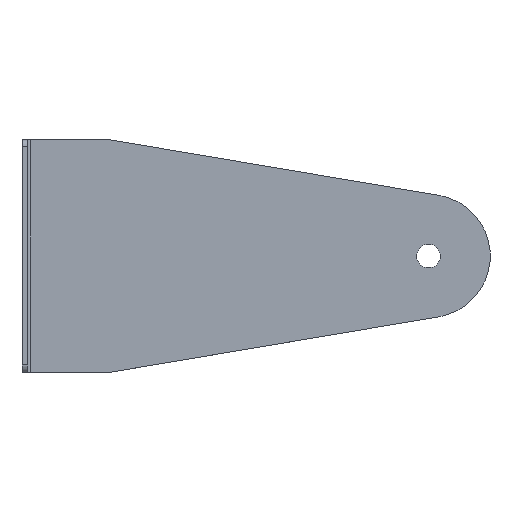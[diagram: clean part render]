
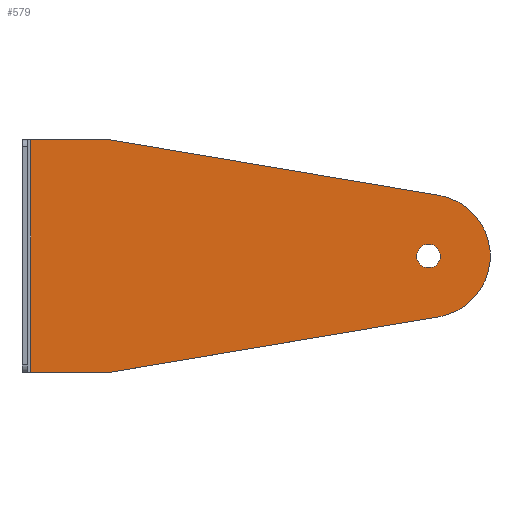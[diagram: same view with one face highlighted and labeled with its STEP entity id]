
A CAD part, top view. The second image highlights one B-rep face of the part: STEP entity #579.
In plain terms, the highlighted planar face has unit normal (0, 0, 1).
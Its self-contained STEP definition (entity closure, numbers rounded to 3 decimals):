
#15 = AXIS2_PLACEMENT_3D ( 'NONE', #607, #305, #95 ) ;
#28 = CARTESIAN_POINT ( 'NONE',  ( 3., -40., 2. ) ) ;
#34 = CARTESIAN_POINT ( 'NONE',  ( 0., 40., 2. ) ) ;
#42 = VERTEX_POINT ( 'NONE', #246 ) ;
#46 = CARTESIAN_POINT ( 'NONE',  ( 3., -40., 2. ) ) ;
#50 = VECTOR ( 'NONE', #60, 1000. ) ;
#55 = EDGE_CURVE ( 'NONE', #491, #658, #509, .T. ) ;
#60 = DIRECTION ( 'NONE',  ( 0.986, 0.166, 0. ) ) ;
#82 = DIRECTION ( 'NONE',  ( 0., 0., 1. ) ) ;
#91 = DIRECTION ( 'NONE',  ( 0., 0., 1. ) ) ;
#95 = DIRECTION ( 'NONE',  ( -1., 0., 0. ) ) ;
#100 = DIRECTION ( 'NONE',  ( 1., 0., 0. ) ) ;
#112 = EDGE_LOOP ( 'NONE', ( #196, #352, #436, #516, #298, #671 ) ) ;
#120 = AXIS2_PLACEMENT_3D ( 'NONE', #659, #91, #598 ) ;
#123 = EDGE_LOOP ( 'NONE', ( #219, #203 ) ) ;
#130 = CIRCLE ( 'NONE', #120, 4.05 ) ;
#149 = CARTESIAN_POINT ( 'NONE',  ( 3., 40., 2. ) ) ;
#153 = CARTESIAN_POINT ( 'NONE',  ( 30., -40., 2. ) ) ;
#156 = DIRECTION ( 'NONE',  ( -1., 0., 0. ) ) ;
#162 = VERTEX_POINT ( 'NONE', #504 ) ;
#193 = DIRECTION ( 'NONE',  ( -1., 0., 0. ) ) ;
#194 = CARTESIAN_POINT ( 'NONE',  ( 0., -40., 2. ) ) ;
#196 = ORIENTED_EDGE ( 'NONE', *, *, #548, .T. ) ;
#197 = CARTESIAN_POINT ( 'NONE',  ( 30., 40., 2. ) ) ;
#203 = ORIENTED_EDGE ( 'NONE', *, *, #373, .F. ) ;
#208 = VECTOR ( 'NONE', #653, 1000. ) ;
#215 = DIRECTION ( 'NONE',  ( 0., 0., 1. ) ) ;
#219 = ORIENTED_EDGE ( 'NONE', *, *, #574, .F. ) ;
#246 = CARTESIAN_POINT ( 'NONE',  ( 135.75, 0., 2. ) ) ;
#254 = LINE ( 'NONE', #34, #604 ) ;
#274 = VERTEX_POINT ( 'NONE', #639 ) ;
#279 = VECTOR ( 'NONE', #589, 1000. ) ;
#290 = CIRCLE ( 'NONE', #711, 4.05 ) ;
#298 = ORIENTED_EDGE ( 'NONE', *, *, #695, .T. ) ;
#305 = DIRECTION ( 'NONE',  ( 0., 0., -1. ) ) ;
#309 = FACE_OUTER_BOUND ( 'NONE', #112, .T. ) ;
#345 = EDGE_CURVE ( 'NONE', #534, #661, #354, .T. ) ;
#352 = ORIENTED_EDGE ( 'NONE', *, *, #55, .T. ) ;
#354 = LINE ( 'NONE', #581, #279 ) ;
#368 = CARTESIAN_POINT ( 'NONE',  ( 143.323, 20.905, 2. ) ) ;
#373 = EDGE_CURVE ( 'NONE', #42, #274, #290, .T. ) ;
#381 = LINE ( 'NONE', #153, #50 ) ;
#384 = CARTESIAN_POINT ( 'NONE',  ( 30., -40., 2. ) ) ;
#436 = ORIENTED_EDGE ( 'NONE', *, *, #461, .T. ) ;
#461 = EDGE_CURVE ( 'NONE', #658, #697, #710, .T. ) ;
#491 = VERTEX_POINT ( 'NONE', #149 ) ;
#504 = CARTESIAN_POINT ( 'NONE',  ( 143.323, -20.905, 2. ) ) ;
#509 = LINE ( 'NONE', #46, #208 ) ;
#516 = ORIENTED_EDGE ( 'NONE', *, *, #720, .T. ) ;
#522 = DIRECTION ( 'NONE',  ( 1., 0., 0. ) ) ;
#528 = FACE_BOUND ( 'NONE', #123, .T. ) ;
#532 = PLANE ( 'NONE',  #15 ) ;
#534 = VERTEX_POINT ( 'NONE', #368 ) ;
#548 = EDGE_CURVE ( 'NONE', #661, #491, #254, .T. ) ;
#551 = CARTESIAN_POINT ( 'NONE',  ( 139.8, 0., 2. ) ) ;
#574 = EDGE_CURVE ( 'NONE', #274, #42, #130, .T. ) ;
#579 = ADVANCED_FACE ( 'NONE', ( #528, #309 ), #532, .F. ) ;
#581 = CARTESIAN_POINT ( 'NONE',  ( 30., 40., 2. ) ) ;
#585 = CARTESIAN_POINT ( 'NONE',  ( 139.8, 0., 2. ) ) ;
#589 = DIRECTION ( 'NONE',  ( -0.986, 0.166, 0. ) ) ;
#590 = CIRCLE ( 'NONE', #685, 21.2 ) ;
#598 = DIRECTION ( 'NONE',  ( 1., 0., 0. ) ) ;
#604 = VECTOR ( 'NONE', #193, 1000. ) ;
#607 = CARTESIAN_POINT ( 'NONE',  ( 139.8, 0., 2. ) ) ;
#639 = CARTESIAN_POINT ( 'NONE',  ( 143.85, 0., 2. ) ) ;
#653 = DIRECTION ( 'NONE',  ( 0., -1., 0. ) ) ;
#658 = VERTEX_POINT ( 'NONE', #28 ) ;
#659 = CARTESIAN_POINT ( 'NONE',  ( 139.8, 0., 2. ) ) ;
#661 = VERTEX_POINT ( 'NONE', #197 ) ;
#671 = ORIENTED_EDGE ( 'NONE', *, *, #345, .T. ) ;
#685 = AXIS2_PLACEMENT_3D ( 'NONE', #551, #215, #156 ) ;
#686 = VECTOR ( 'NONE', #100, 1000. ) ;
#695 = EDGE_CURVE ( 'NONE', #162, #534, #590, .T. ) ;
#697 = VERTEX_POINT ( 'NONE', #384 ) ;
#710 = LINE ( 'NONE', #194, #686 ) ;
#711 = AXIS2_PLACEMENT_3D ( 'NONE', #585, #82, #522 ) ;
#720 = EDGE_CURVE ( 'NONE', #697, #162, #381, .T. ) ;
